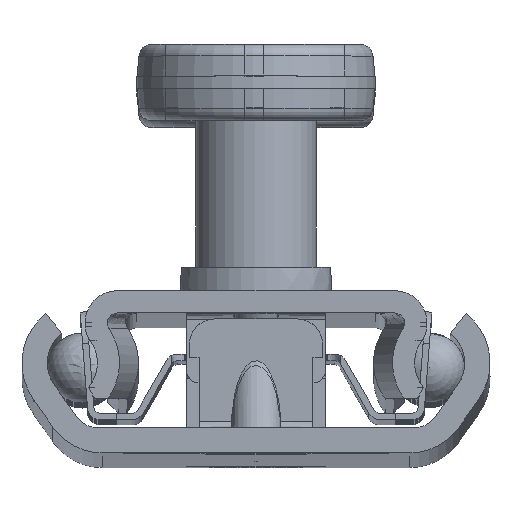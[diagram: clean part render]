
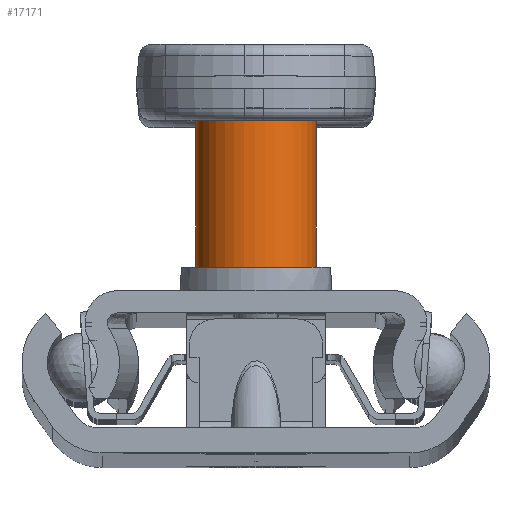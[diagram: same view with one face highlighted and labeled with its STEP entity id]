
A CAD part, top view. The second image highlights one B-rep face of the part: STEP entity #17171.
In plain terms, the highlighted cylindrical face has radius 4.75 mm (diameter 9.5 mm), a full revolution.
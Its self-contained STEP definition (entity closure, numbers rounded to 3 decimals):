
#2495=LINE('',#30247,#4085);
#4085=VECTOR('',#23862,4.75);
#4492=CYLINDRICAL_SURFACE('',#18979,4.75);
#5359=FACE_OUTER_BOUND('',#6363,.T.);
#6363=EDGE_LOOP('',(#16105,#16106,#16107,#16108));
#7073=CIRCLE('',#18977,4.75);
#7075=CIRCLE('',#18980,4.75);
#8801=VERTEX_POINT('',#30241);
#8803=VERTEX_POINT('',#30246);
#11246=EDGE_CURVE('',#8801,#8801,#7073,.T.);
#11248=EDGE_CURVE('',#8801,#8803,#2495,.T.);
#11249=EDGE_CURVE('',#8803,#8803,#7075,.T.);
#16105=ORIENTED_EDGE('',*,*,#11246,.F.);
#16106=ORIENTED_EDGE('',*,*,#11248,.T.);
#16107=ORIENTED_EDGE('',*,*,#11249,.T.);
#16108=ORIENTED_EDGE('',*,*,#11248,.F.);
#17171=ADVANCED_FACE('',(#5359),#4492,.T.);
#18977=AXIS2_PLACEMENT_3D('',#30242,#23856,#23857);
#18979=AXIS2_PLACEMENT_3D('',#30245,#23860,#23861);
#18980=AXIS2_PLACEMENT_3D('',#30248,#23863,#23864);
#23856=DIRECTION('center_axis',(0.,-1.,0.));
#23857=DIRECTION('ref_axis',(1.,0.,0.));
#23860=DIRECTION('center_axis',(0.,-1.,0.));
#23861=DIRECTION('ref_axis',(-1.,0.,0.));
#23862=DIRECTION('',(0.,1.,0.));
#23863=DIRECTION('center_axis',(0.,-1.,0.));
#23864=DIRECTION('ref_axis',(1.,0.,0.));
#30241=CARTESIAN_POINT('',(4.75,0.,0.));
#30242=CARTESIAN_POINT('Origin',(0.,0.,0.));
#30245=CARTESIAN_POINT('Origin',(0.,18.48,0.));
#30246=CARTESIAN_POINT('',(4.75,11.6,0.));
#30247=CARTESIAN_POINT('',(4.75,18.48,0.));
#30248=CARTESIAN_POINT('Origin',(0.,11.6,0.));
